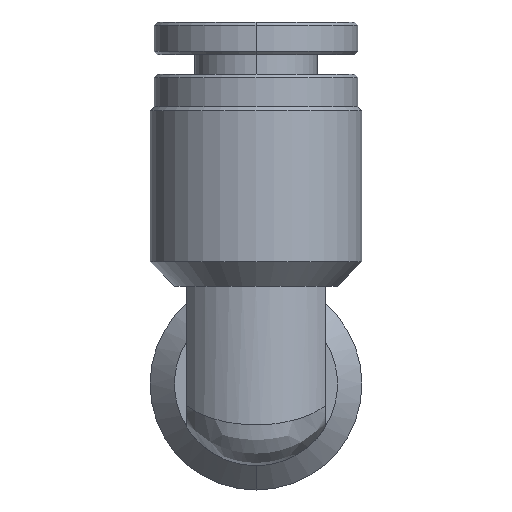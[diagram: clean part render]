
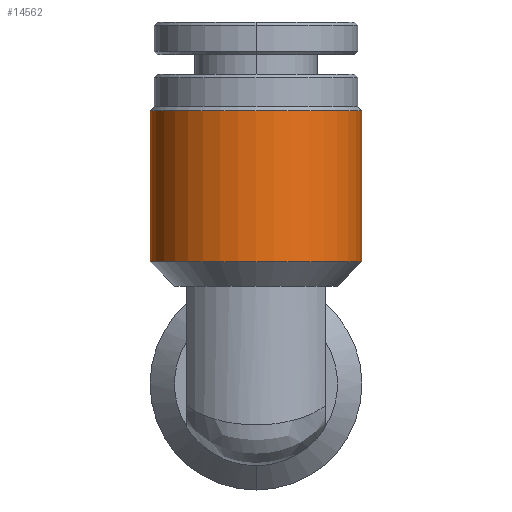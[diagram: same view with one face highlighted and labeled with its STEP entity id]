
A CAD part, front view. The second image highlights one B-rep face of the part: STEP entity #14562.
In plain terms, the highlighted cylindrical face has radius 6.5 mm (diameter 13 mm), a partial arc.
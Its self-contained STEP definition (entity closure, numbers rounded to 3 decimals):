
#1581 = CARTESIAN_POINT ( 'NONE',  ( 6.5, 0., 10.75 ) ) ;
#1587 = VECTOR ( 'NONE', #2493, 1000. ) ;
#2458 = VERTEX_POINT ( 'NONE', #28351 ) ;
#2467 = CARTESIAN_POINT ( 'NONE',  ( 0., 0., 13. ) ) ;
#2493 = DIRECTION ( 'NONE',  ( 0., 0., -1. ) ) ;
#2584 = DIRECTION ( 'NONE',  ( -1., 0., 0. ) ) ;
#3107 = ORIENTED_EDGE ( 'NONE', *, *, #8700, .T. ) ;
#3690 = DIRECTION ( 'NONE',  ( 0., 0., -1. ) ) ;
#7483 = LINE ( 'NONE', #30399, #1587 ) ;
#7514 = DIRECTION ( 'NONE',  ( 0., 0., -1. ) ) ;
#8460 = EDGE_CURVE ( 'NONE', #12363, #11238, #32794, .T. ) ;
#8700 = EDGE_CURVE ( 'NONE', #2458, #18244, #11278, .T. ) ;
#9012 = CARTESIAN_POINT ( 'NONE',  ( 6.5, 0., 1.5 ) ) ;
#9565 = CARTESIAN_POINT ( 'NONE',  ( 0., 0., 1.5 ) ) ;
#10002 = CARTESIAN_POINT ( 'NONE',  ( -6.5, 0., 13. ) ) ;
#10163 = VECTOR ( 'NONE', #30339, 1000. ) ;
#11238 = VERTEX_POINT ( 'NONE', #25906 ) ;
#11278 = CIRCLE ( 'NONE', #28833, 6.5 ) ;
#12136 = DIRECTION ( 'NONE',  ( 1., 0., 0. ) ) ;
#12363 = VERTEX_POINT ( 'NONE', #1581 ) ;
#14232 = CYLINDRICAL_SURFACE ( 'NONE', #25470, 6.5 ) ;
#14562 = ADVANCED_FACE ( 'NONE', ( #17316 ), #14232, .T. ) ;
#15001 = EDGE_CURVE ( 'NONE', #11238, #2458, #22845, .T. ) ;
#15363 = EDGE_LOOP ( 'NONE', ( #26695, #31037, #21463, #3107 ) ) ;
#17316 = FACE_OUTER_BOUND ( 'NONE', #15363, .T. ) ;
#18244 = VERTEX_POINT ( 'NONE', #9012 ) ;
#18830 = CARTESIAN_POINT ( 'NONE',  ( 0., 0., 10.75 ) ) ;
#21338 = DIRECTION ( 'NONE',  ( 1., 0., 0. ) ) ;
#21463 = ORIENTED_EDGE ( 'NONE', *, *, #15001, .T. ) ;
#22845 = LINE ( 'NONE', #10002, #10163 ) ;
#25470 = AXIS2_PLACEMENT_3D ( 'NONE', #2467, #7514, #2584 ) ;
#25906 = CARTESIAN_POINT ( 'NONE',  ( -6.5, 0., 10.75 ) ) ;
#26642 = EDGE_CURVE ( 'NONE', #12363, #18244, #7483, .T. ) ;
#26695 = ORIENTED_EDGE ( 'NONE', *, *, #26642, .F. ) ;
#27293 = DIRECTION ( 'NONE',  ( 0., 0., 1. ) ) ;
#27758 = AXIS2_PLACEMENT_3D ( 'NONE', #18830, #3690, #21338 ) ;
#28351 = CARTESIAN_POINT ( 'NONE',  ( -6.5, 0., 1.5 ) ) ;
#28833 = AXIS2_PLACEMENT_3D ( 'NONE', #9565, #27293, #12136 ) ;
#30339 = DIRECTION ( 'NONE',  ( 0., 0., -1. ) ) ;
#30399 = CARTESIAN_POINT ( 'NONE',  ( 6.5, 0., 13. ) ) ;
#31037 = ORIENTED_EDGE ( 'NONE', *, *, #8460, .T. ) ;
#32794 = CIRCLE ( 'NONE', #27758, 6.5 ) ;
